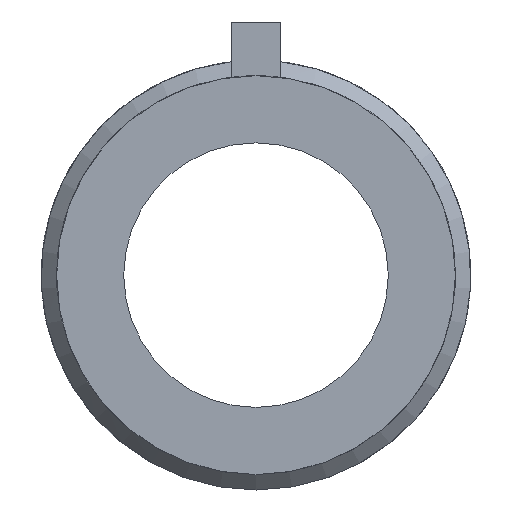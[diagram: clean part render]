
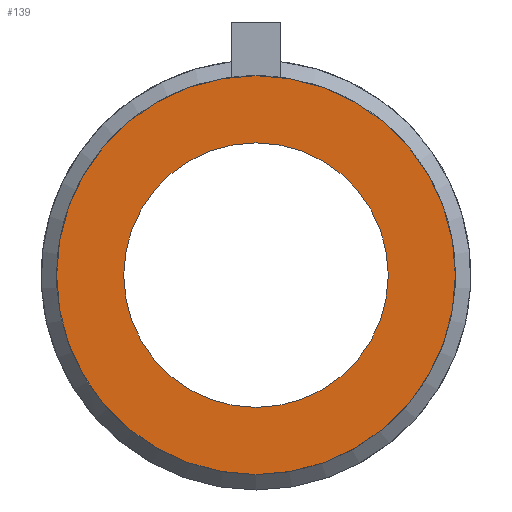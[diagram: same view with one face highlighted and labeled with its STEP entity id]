
A CAD part, front view. The second image highlights one B-rep face of the part: STEP entity #139.
In plain terms, the highlighted planar face has unit normal (0, -1, 0).
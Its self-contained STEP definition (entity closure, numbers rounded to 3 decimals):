
#3 = VERTEX_POINT ( 'NONE', #482 ) ;
#5 = EDGE_CURVE ( 'NONE', #572, #485, #340, .T. ) ;
#15 = CIRCLE ( 'NONE', #444, 14.85 ) ;
#28 = DIRECTION ( 'NONE',  ( 0., 0., -1. ) ) ;
#50 = VERTEX_POINT ( 'NONE', #129 ) ;
#56 = EDGE_CURVE ( 'NONE', #3, #50, #392, .T. ) ;
#82 = ORIENTED_EDGE ( 'NONE', *, *, #346, .T. ) ;
#99 = DIRECTION ( 'NONE',  ( 0., 1., 0. ) ) ;
#129 = CARTESIAN_POINT ( 'NONE',  ( 0., -15., -14.85 ) ) ;
#132 = CARTESIAN_POINT ( 'NONE',  ( 0., -15., 0. ) ) ;
#139 = ADVANCED_FACE ( 'NONE', ( #591, #277 ), #274, .F. ) ;
#160 = DIRECTION ( 'NONE',  ( 0., -1., 0. ) ) ;
#189 = CARTESIAN_POINT ( 'NONE',  ( 0., -15., 0. ) ) ;
#206 = AXIS2_PLACEMENT_3D ( 'NONE', #350, #160, #483 ) ;
#210 = DIRECTION ( 'NONE',  ( 0., 0., -1. ) ) ;
#213 = CARTESIAN_POINT ( 'NONE',  ( 0., -15., 0. ) ) ;
#274 = PLANE ( 'NONE',  #336 ) ;
#277 = FACE_OUTER_BOUND ( 'NONE', #518, .T. ) ;
#295 = CIRCLE ( 'NONE', #309, 9.85 ) ;
#302 = AXIS2_PLACEMENT_3D ( 'NONE', #213, #303, #210 ) ;
#303 = DIRECTION ( 'NONE',  ( 0., -1., 0. ) ) ;
#309 = AXIS2_PLACEMENT_3D ( 'NONE', #189, #462, #421 ) ;
#316 = ORIENTED_EDGE ( 'NONE', *, *, #5, .F. ) ;
#336 = AXIS2_PLACEMENT_3D ( 'NONE', #515, #99, #558 ) ;
#340 = CIRCLE ( 'NONE', #206, 9.85 ) ;
#346 = EDGE_CURVE ( 'NONE', #50, #3, #15, .T. ) ;
#350 = CARTESIAN_POINT ( 'NONE',  ( 0., -15., 0. ) ) ;
#385 = ORIENTED_EDGE ( 'NONE', *, *, #510, .F. ) ;
#392 = CIRCLE ( 'NONE', #302, 14.85 ) ;
#421 = DIRECTION ( 'NONE',  ( 0., 0., -1. ) ) ;
#444 = AXIS2_PLACEMENT_3D ( 'NONE', #132, #543, #28 ) ;
#462 = DIRECTION ( 'NONE',  ( 0., -1., 0. ) ) ;
#467 = ORIENTED_EDGE ( 'NONE', *, *, #56, .T. ) ;
#469 = CARTESIAN_POINT ( 'NONE',  ( 0., -15., 9.85 ) ) ;
#482 = CARTESIAN_POINT ( 'NONE',  ( 0., -15., 14.85 ) ) ;
#483 = DIRECTION ( 'NONE',  ( 0., 0., -1. ) ) ;
#485 = VERTEX_POINT ( 'NONE', #469 ) ;
#501 = EDGE_LOOP ( 'NONE', ( #316, #385 ) ) ;
#510 = EDGE_CURVE ( 'NONE', #485, #572, #295, .T. ) ;
#515 = CARTESIAN_POINT ( 'NONE',  ( -14.85, -15., 0. ) ) ;
#518 = EDGE_LOOP ( 'NONE', ( #82, #467 ) ) ;
#543 = DIRECTION ( 'NONE',  ( 0., -1., 0. ) ) ;
#558 = DIRECTION ( 'NONE',  ( 0., 0., 1. ) ) ;
#572 = VERTEX_POINT ( 'NONE', #594 ) ;
#591 = FACE_BOUND ( 'NONE', #501, .T. ) ;
#594 = CARTESIAN_POINT ( 'NONE',  ( 0., -15., -9.85 ) ) ;
